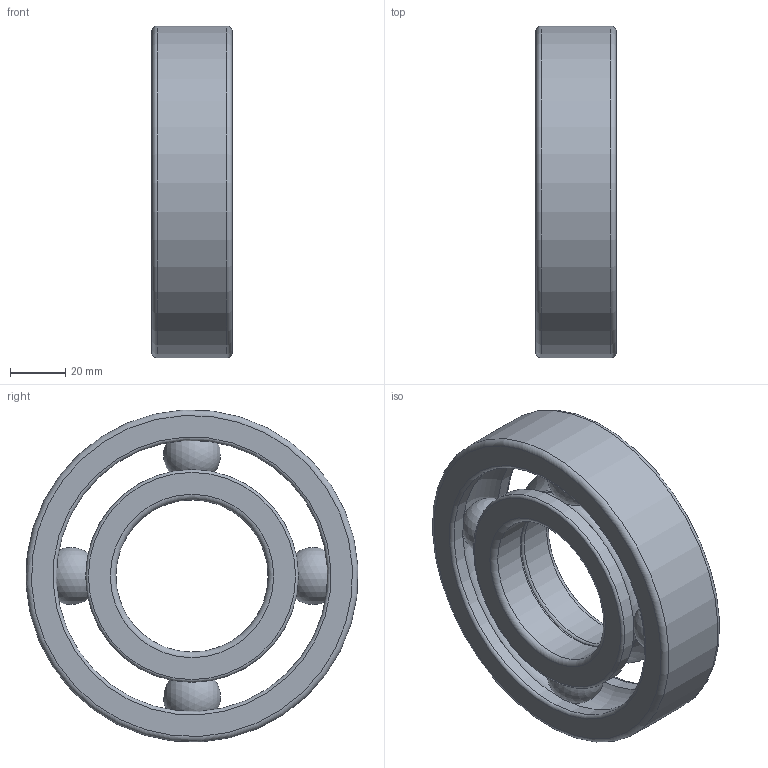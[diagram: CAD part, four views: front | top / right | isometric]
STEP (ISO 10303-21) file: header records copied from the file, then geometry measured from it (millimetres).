
FILE_DESCRIPTION(/* description */ (''),/* implementation_level */ '2;1');
FILE_NAME(/* name */ 'QJ311MPA.iam.step',/* time_stamp */ '2023-05-12T12:34:56+02:00',/* author */ ('Hübner'),/* organization */ (''),/* preprocessor_version */ 'ST-DEVELOPER v18.1',/* originating_system */ 'Autodesk Inventor 2021',/* authorisation */ '');
FILE_SCHEMA (('AUTOMOTIVE_DESIGN { 1 0 10303 214 3 1 1 }'));
Length unit declared in the file: millimetre
Products named in the file (4): QJ311MPA; IR.QJ311; AR.QJ311; KU.20,638
Assembly tree (7 placements, depth 2):
  QJ311MPA
    IR.QJ311  x2
    AR.QJ311
    KU.20,638  x4
Bounding box: 29 x 119.83 x 119.83 mm (x, y, z)
Volume: 157105.8 mm3; surface area: 51804.2 mm2
Topology: 7 solids, 7 shells, 32 faces, 76 edges, 50 vertices
Faces by surface type: torus 15, cylinder 7, plane 6, sphere 4
Full cylindrical faces by diameter (mm): 55 x2, 76.8 x2, 98 x2, 120 x1
Entity records: 805 total; most frequent: DIRECTION 147, CARTESIAN_POINT 107, ORIENTED_EDGE 90, AXIS2_PLACEMENT_3D 71, EDGE_CURVE 45, CIRCLE 40, VERTEX_POINT 31, EDGE_LOOP 24
